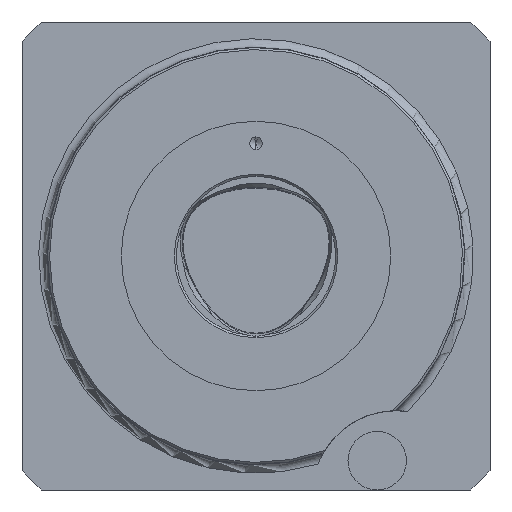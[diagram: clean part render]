
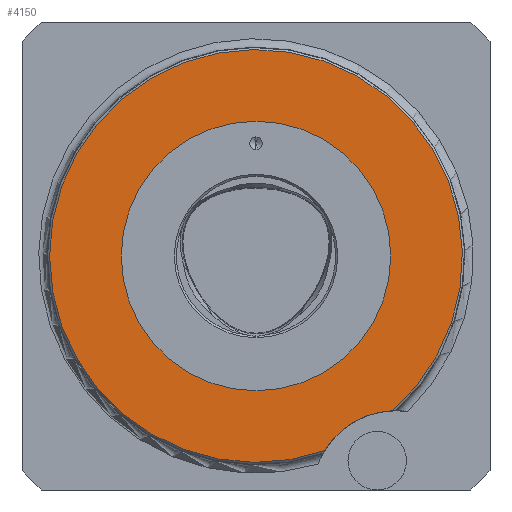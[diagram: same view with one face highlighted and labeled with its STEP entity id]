
A CAD part, left-side view. The second image highlights one B-rep face of the part: STEP entity #4150.
In plain terms, the highlighted planar face has unit normal (-1, 0, 0).
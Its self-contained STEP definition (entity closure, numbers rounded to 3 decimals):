
#863=CARTESIAN_POINT('',(-74.5,-33.5,-57.));
#864=DIRECTION('',(-1.,0.,0.));
#865=DIRECTION('',(0.,0.039,0.999));
#866=AXIS2_PLACEMENT_3D('',#863,#864,#865);
#868=CARTESIAN_POINT('',(-74.5,0.,0.));
#869=DIRECTION('',(1.,0.,0.));
#870=DIRECTION('',(0.,-1.,0.));
#871=AXIS2_PLACEMENT_3D('',#868,#869,#870);
#873=CARTESIAN_POINT('',(-74.5,0.,0.));
#874=DIRECTION('',(1.,0.,0.));
#875=DIRECTION('',(0.,1.,0.));
#876=AXIS2_PLACEMENT_3D('',#873,#874,#875);
#878=CARTESIAN_POINT('',(-74.5,0.,0.));
#879=DIRECTION('',(-1.,0.,0.));
#880=DIRECTION('',(0.,-0.662,-0.749));
#881=AXIS2_PLACEMENT_3D('',#878,#879,#880);
#2678=CARTESIAN_POINT('',(-74.5,-32.714,-37.015));
#2679=CARTESIAN_POINT('',(-74.5,-16.423,-46.59));
#2680=VERTEX_POINT('',#2678);
#2681=VERTEX_POINT('',#2679);
#2689=CARTESIAN_POINT('',(-74.5,-31.05,0.));
#2690=CARTESIAN_POINT('',(-74.5,31.05,0.));
#2691=VERTEX_POINT('',#2689);
#2692=VERTEX_POINT('',#2690);
#4134=CARTESIAN_POINT('',(-74.5,0.,0.));
#4135=DIRECTION('',(-1.,0.,0.));
#4136=DIRECTION('',(0.,1.,0.));
#4137=AXIS2_PLACEMENT_3D('',#4134,#4135,#4136);
#4138=PLANE('',#4137);
#4139=ORIENTED_EDGE('',*,*,#4120,.T.);
#4141=ORIENTED_EDGE('',*,*,#4140,.F.);
#4142=EDGE_LOOP('',(#4139,#4141));
#4143=FACE_OUTER_BOUND('',#4142,.F.);
#4145=ORIENTED_EDGE('',*,*,#4144,.F.);
#4147=ORIENTED_EDGE('',*,*,#4146,.F.);
#4148=EDGE_LOOP('',(#4145,#4147));
#4149=FACE_BOUND('',#4148,.F.);
#4150=ADVANCED_FACE('',(#4143,#4149),#4138,.T.);
#867=CIRCLE('',#866,20.);
#872=CIRCLE('',#871,31.05);
#877=CIRCLE('',#876,31.05);
#882=CIRCLE('',#881,49.4);
#4120=EDGE_CURVE('',#2680,#2681,#867,.T.);
#4140=EDGE_CURVE('',#2680,#2681,#882,.T.);
#4144=EDGE_CURVE('',#2691,#2692,#872,.T.);
#4146=EDGE_CURVE('',#2692,#2691,#877,.T.);
